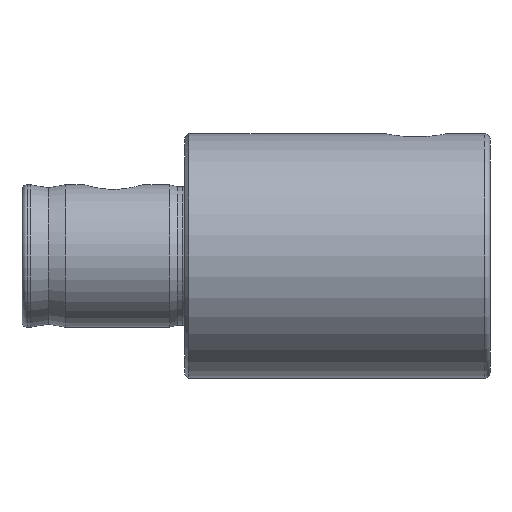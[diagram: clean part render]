
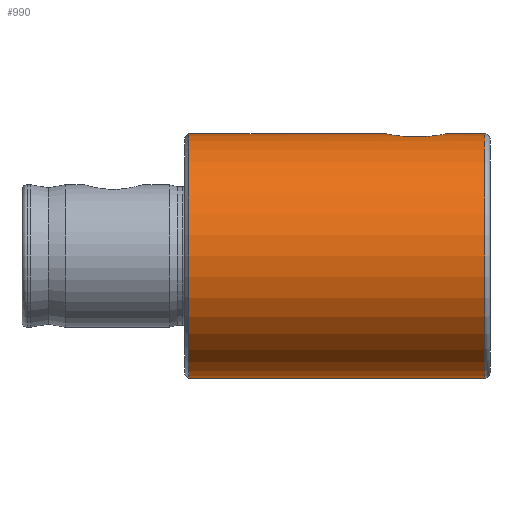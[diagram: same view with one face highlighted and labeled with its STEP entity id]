
A CAD part, front view. The second image highlights one B-rep face of the part: STEP entity #990.
In plain terms, the highlighted cylindrical face has radius 12 mm (diameter 24 mm), a full revolution.
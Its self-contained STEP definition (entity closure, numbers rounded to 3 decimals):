
#43=B_SPLINE_CURVE_WITH_KNOTS('',3,(#1735,#1736,#1737,#1738,#1739,#1740,
#1741,#1742,#1743,#1744,#1745,#1746,#1747,#1748,#1749,#1750,#1751,#1752),
 .UNSPECIFIED.,.F.,.F.,(4,2,2,2,2,2,2,2,4),(0.422,0.529,
0.636,0.74,0.845,0.949,
1.053,1.16,1.267),.UNSPECIFIED.);
#44=B_SPLINE_CURVE_WITH_KNOTS('',3,(#1753,#1754,#1755,#1756,#1757,#1758,
#1759,#1760,#1761,#1762,#1763,#1764,#1765,#1766,#1767,#1768,#1769,#1770,
#1771),.UNSPECIFIED.,.F.,.F.,(4,2,2,2,3,2,2,2,4),(1.267,1.374,
1.481,1.585,1.689,1.794,1.898,
2.005,2.112),.UNSPECIFIED.);
#45=B_SPLINE_CURVE_WITH_KNOTS('',3,(#1774,#1775,#1776,#1777,#1778,#1779,
#1780,#1781,#1782,#1783,#1784,#1785,#1786,#1787,#1788,#1789,#1790,#1791),
 .UNSPECIFIED.,.F.,.F.,(4,2,2,2,2,2,2,2,4),(0.422,0.529,
0.636,0.74,0.845,0.949,
1.053,1.16,1.267),.UNSPECIFIED.);
#46=B_SPLINE_CURVE_WITH_KNOTS('',3,(#1792,#1793,#1794,#1795,#1796,#1797,
#1798,#1799,#1800,#1801,#1802,#1803,#1804,#1805,#1806,#1807,#1808,#1809,
#1810),.UNSPECIFIED.,.F.,.F.,(4,2,2,2,3,2,2,2,4),(1.267,1.374,
1.481,1.585,1.689,1.794,1.898,
2.005,2.112),.UNSPECIFIED.);
#67=CYLINDRICAL_SURFACE('',#1138,12.);
#82=FACE_BOUND('',#188,.T.);
#83=FACE_BOUND('',#189,.T.);
#124=FACE_OUTER_BOUND('',#187,.T.);
#187=EDGE_LOOP('',(#725,#726,#727,#728,#729,#730));
#188=EDGE_LOOP('',(#731,#732));
#189=EDGE_LOOP('',(#733,#734));
#251=LINE('',#1731,#303);
#303=VECTOR('',#1320,12.);
#369=CIRCLE('',#1136,12.);
#370=CIRCLE('',#1137,12.);
#371=CIRCLE('',#1139,12.);
#372=CIRCLE('',#1140,12.);
#443=VERTEX_POINT('',#1722);
#444=VERTEX_POINT('',#1723);
#445=VERTEX_POINT('',#1728);
#446=VERTEX_POINT('',#1729);
#447=VERTEX_POINT('',#1733);
#448=VERTEX_POINT('',#1734);
#449=VERTEX_POINT('',#1772);
#450=VERTEX_POINT('',#1773);
#550=EDGE_CURVE('',#443,#444,#369,.T.);
#551=EDGE_CURVE('',#444,#443,#370,.T.);
#553=EDGE_CURVE('',#445,#446,#371,.T.);
#554=EDGE_CURVE('',#445,#444,#251,.T.);
#555=EDGE_CURVE('',#446,#445,#372,.T.);
#556=EDGE_CURVE('',#447,#448,#43,.T.);
#557=EDGE_CURVE('',#448,#447,#44,.T.);
#558=EDGE_CURVE('',#449,#450,#45,.T.);
#559=EDGE_CURVE('',#450,#449,#46,.T.);
#725=ORIENTED_EDGE('',*,*,#553,.F.);
#726=ORIENTED_EDGE('',*,*,#554,.T.);
#727=ORIENTED_EDGE('',*,*,#550,.F.);
#728=ORIENTED_EDGE('',*,*,#551,.F.);
#729=ORIENTED_EDGE('',*,*,#554,.F.);
#730=ORIENTED_EDGE('',*,*,#555,.F.);
#731=ORIENTED_EDGE('',*,*,#556,.T.);
#732=ORIENTED_EDGE('',*,*,#557,.T.);
#733=ORIENTED_EDGE('',*,*,#558,.T.);
#734=ORIENTED_EDGE('',*,*,#559,.T.);
#990=ADVANCED_FACE('',(#124,#82,#83),#67,.T.);
#1136=AXIS2_PLACEMENT_3D('',#1724,#1311,#1312);
#1137=AXIS2_PLACEMENT_3D('',#1725,#1313,#1314);
#1138=AXIS2_PLACEMENT_3D('',#1727,#1316,#1317);
#1139=AXIS2_PLACEMENT_3D('',#1730,#1318,#1319);
#1140=AXIS2_PLACEMENT_3D('',#1732,#1321,#1322);
#1311=DIRECTION('center_axis',(-1.,0.,0.));
#1312=DIRECTION('ref_axis',(0.,-1.,0.));
#1313=DIRECTION('center_axis',(-1.,0.,0.));
#1314=DIRECTION('ref_axis',(0.,-1.,0.));
#1316=DIRECTION('center_axis',(1.,0.,0.));
#1317=DIRECTION('ref_axis',(0.,1.,0.));
#1318=DIRECTION('center_axis',(1.,0.,0.));
#1319=DIRECTION('ref_axis',(0.,-1.,0.));
#1320=DIRECTION('',(-1.,0.,0.));
#1321=DIRECTION('center_axis',(1.,0.,0.));
#1322=DIRECTION('ref_axis',(0.,-1.,0.));
#1722=CARTESIAN_POINT('',(16.4,12.,0.));
#1723=CARTESIAN_POINT('',(16.4,-12.,0.));
#1724=CARTESIAN_POINT('Origin',(16.4,0.,0.));
#1725=CARTESIAN_POINT('Origin',(16.4,0.,0.));
#1727=CARTESIAN_POINT('Origin',(31.,0.,0.));
#1728=CARTESIAN_POINT('',(45.5,-12.,0.));
#1729=CARTESIAN_POINT('',(45.5,0.,12.));
#1730=CARTESIAN_POINT('Origin',(45.5,0.,0.));
#1731=CARTESIAN_POINT('',(31.,-12.,0.));
#1732=CARTESIAN_POINT('Origin',(45.5,0.,0.));
#1733=CARTESIAN_POINT('',(41.69,0.,12.));
#1734=CARTESIAN_POINT('',(35.81,0.,12.));
#1735=CARTESIAN_POINT('Ctrl Pts',(41.69,0.,12.));
#1736=CARTESIAN_POINT('Ctrl Pts',(41.69,-0.356,12.));
#1737=CARTESIAN_POINT('Ctrl Pts',(41.604,-0.73,11.983));
#1738=CARTESIAN_POINT('Ctrl Pts',(41.274,-1.401,11.923));
#1739=CARTESIAN_POINT('Ctrl Pts',(41.03,-1.699,11.881));
#1740=CARTESIAN_POINT('Ctrl Pts',(40.495,-2.15,11.808));
#1741=CARTESIAN_POINT('Ctrl Pts',(40.17,-2.339,11.771));
#1742=CARTESIAN_POINT('Ctrl Pts',(39.471,-2.586,11.719));
#1743=CARTESIAN_POINT('Ctrl Pts',(39.098,-2.645,11.705));
#1744=CARTESIAN_POINT('Ctrl Pts',(38.402,-2.645,11.705));
#1745=CARTESIAN_POINT('Ctrl Pts',(38.029,-2.586,11.719));
#1746=CARTESIAN_POINT('Ctrl Pts',(37.33,-2.339,11.771));
#1747=CARTESIAN_POINT('Ctrl Pts',(37.005,-2.15,11.808));
#1748=CARTESIAN_POINT('Ctrl Pts',(36.47,-1.699,11.881));
#1749=CARTESIAN_POINT('Ctrl Pts',(36.226,-1.401,11.923));
#1750=CARTESIAN_POINT('Ctrl Pts',(35.896,-0.73,11.983));
#1751=CARTESIAN_POINT('Ctrl Pts',(35.81,-0.356,12.));
#1752=CARTESIAN_POINT('Ctrl Pts',(35.81,0.,12.));
#1753=CARTESIAN_POINT('Ctrl Pts',(35.81,0.,12.));
#1754=CARTESIAN_POINT('Ctrl Pts',(35.81,0.356,12.));
#1755=CARTESIAN_POINT('Ctrl Pts',(35.896,0.73,11.983));
#1756=CARTESIAN_POINT('Ctrl Pts',(36.226,1.401,11.923));
#1757=CARTESIAN_POINT('Ctrl Pts',(36.47,1.699,11.881));
#1758=CARTESIAN_POINT('Ctrl Pts',(37.005,2.15,11.808));
#1759=CARTESIAN_POINT('Ctrl Pts',(37.33,2.339,11.771));
#1760=CARTESIAN_POINT('Ctrl Pts',(38.029,2.586,11.719));
#1761=CARTESIAN_POINT('Ctrl Pts',(38.402,2.645,11.705));
#1762=CARTESIAN_POINT('Ctrl Pts',(38.75,2.645,11.705));
#1763=CARTESIAN_POINT('Ctrl Pts',(39.098,2.645,11.705));
#1764=CARTESIAN_POINT('Ctrl Pts',(39.471,2.586,11.719));
#1765=CARTESIAN_POINT('Ctrl Pts',(40.17,2.339,11.771));
#1766=CARTESIAN_POINT('Ctrl Pts',(40.495,2.15,11.808));
#1767=CARTESIAN_POINT('Ctrl Pts',(41.03,1.699,11.881));
#1768=CARTESIAN_POINT('Ctrl Pts',(41.274,1.401,11.923));
#1769=CARTESIAN_POINT('Ctrl Pts',(41.604,0.73,11.983));
#1770=CARTESIAN_POINT('Ctrl Pts',(41.69,0.356,12.));
#1771=CARTESIAN_POINT('Ctrl Pts',(41.69,0.,12.));
#1772=CARTESIAN_POINT('',(41.69,12.,0.));
#1773=CARTESIAN_POINT('',(35.81,12.,0.));
#1774=CARTESIAN_POINT('Ctrl Pts',(41.69,12.,0.));
#1775=CARTESIAN_POINT('Ctrl Pts',(41.69,12.,0.356));
#1776=CARTESIAN_POINT('Ctrl Pts',(41.604,11.983,0.73));
#1777=CARTESIAN_POINT('Ctrl Pts',(41.274,11.923,1.401));
#1778=CARTESIAN_POINT('Ctrl Pts',(41.03,11.881,1.699));
#1779=CARTESIAN_POINT('Ctrl Pts',(40.495,11.808,2.15));
#1780=CARTESIAN_POINT('Ctrl Pts',(40.17,11.771,2.339));
#1781=CARTESIAN_POINT('Ctrl Pts',(39.471,11.719,2.586));
#1782=CARTESIAN_POINT('Ctrl Pts',(39.098,11.705,2.645));
#1783=CARTESIAN_POINT('Ctrl Pts',(38.402,11.705,2.645));
#1784=CARTESIAN_POINT('Ctrl Pts',(38.029,11.719,2.586));
#1785=CARTESIAN_POINT('Ctrl Pts',(37.33,11.771,2.339));
#1786=CARTESIAN_POINT('Ctrl Pts',(37.005,11.808,2.15));
#1787=CARTESIAN_POINT('Ctrl Pts',(36.47,11.881,1.699));
#1788=CARTESIAN_POINT('Ctrl Pts',(36.226,11.923,1.401));
#1789=CARTESIAN_POINT('Ctrl Pts',(35.896,11.983,0.73));
#1790=CARTESIAN_POINT('Ctrl Pts',(35.81,12.,0.356));
#1791=CARTESIAN_POINT('Ctrl Pts',(35.81,12.,0.));
#1792=CARTESIAN_POINT('Ctrl Pts',(35.81,12.,0.));
#1793=CARTESIAN_POINT('Ctrl Pts',(35.81,12.,-0.356));
#1794=CARTESIAN_POINT('Ctrl Pts',(35.896,11.983,-0.73));
#1795=CARTESIAN_POINT('Ctrl Pts',(36.226,11.923,-1.401));
#1796=CARTESIAN_POINT('Ctrl Pts',(36.47,11.881,-1.699));
#1797=CARTESIAN_POINT('Ctrl Pts',(37.005,11.808,-2.15));
#1798=CARTESIAN_POINT('Ctrl Pts',(37.33,11.771,-2.339));
#1799=CARTESIAN_POINT('Ctrl Pts',(38.029,11.719,-2.586));
#1800=CARTESIAN_POINT('Ctrl Pts',(38.402,11.705,-2.645));
#1801=CARTESIAN_POINT('Ctrl Pts',(38.75,11.705,-2.645));
#1802=CARTESIAN_POINT('Ctrl Pts',(39.098,11.705,-2.645));
#1803=CARTESIAN_POINT('Ctrl Pts',(39.471,11.719,-2.586));
#1804=CARTESIAN_POINT('Ctrl Pts',(40.17,11.771,-2.339));
#1805=CARTESIAN_POINT('Ctrl Pts',(40.495,11.808,-2.15));
#1806=CARTESIAN_POINT('Ctrl Pts',(41.03,11.881,-1.699));
#1807=CARTESIAN_POINT('Ctrl Pts',(41.274,11.923,-1.401));
#1808=CARTESIAN_POINT('Ctrl Pts',(41.604,11.983,-0.73));
#1809=CARTESIAN_POINT('Ctrl Pts',(41.69,12.,-0.356));
#1810=CARTESIAN_POINT('Ctrl Pts',(41.69,12.,0.));
